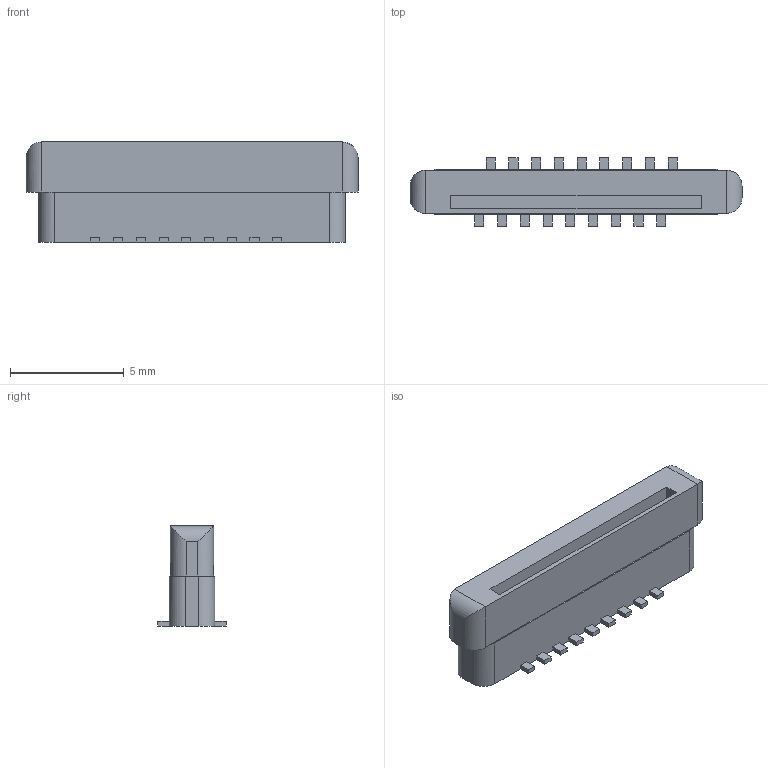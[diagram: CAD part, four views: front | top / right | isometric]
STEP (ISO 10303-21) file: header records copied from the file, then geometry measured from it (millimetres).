
FILE_DESCRIPTION (( 'STEP AP214' ), '1' );
FILE_NAME ('X05C2018TZ.STEP', '2021-12-14T14:00:50', ( '' ), ( '' ), 'SwSTEP 2.0', 'SolidWorks 2020', '' );
FILE_SCHEMA (( 'AUTOMOTIVE_DESIGN' ));
Length unit declared in the file: millimetre
Products named in the file (1): X05C2018TZ
Bounding box: 14.6 x 3 x 4.4 mm (x, y, z)
Volume: 92.6 mm3; surface area: 295.2 mm2
Topology: 1 solids, 1 shells, 101 faces, 286 edges, 188 vertices
Faces by surface type: plane 91, cylinder 10
Entity records: 4302 total; most frequent: CARTESIAN_POINT 588, ORIENTED_EDGE 572, DIRECTION 502, EDGE_CURVE 286, VECTOR 266, LINE 266, VERTEX_POINT 188, AXIS2_PLACEMENT_3D 118
